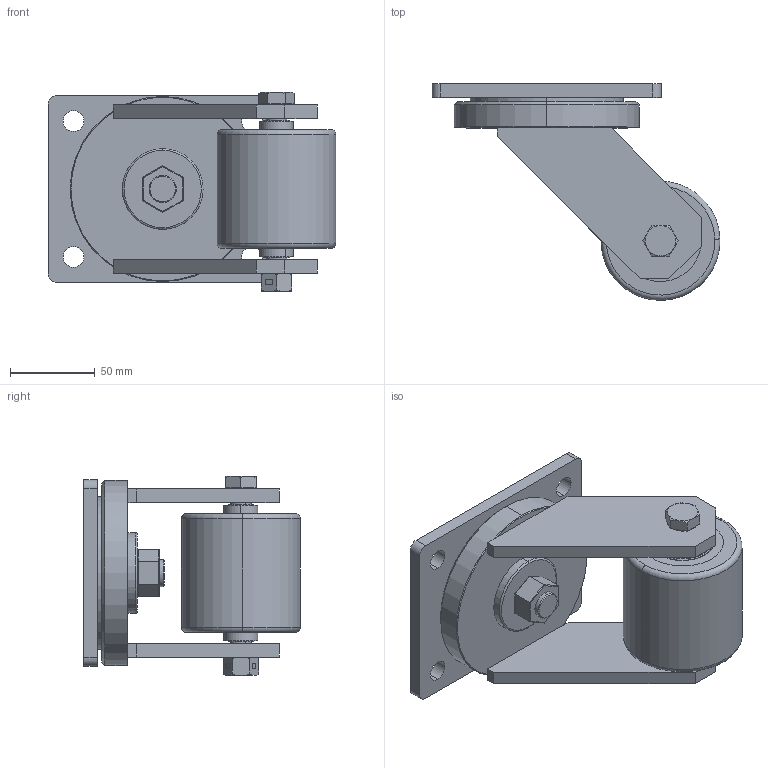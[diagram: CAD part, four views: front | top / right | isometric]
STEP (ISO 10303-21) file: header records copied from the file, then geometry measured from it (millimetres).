
FILE_DESCRIPTION (( 'STEP AP214' ), '1' );
FILE_NAME ('0012675.step', '2021-04-09T08:39:21', ( '' ), ( '' ), 'SwSTEP 2.0', 'SolidWorks 2020', '' );
FILE_SCHEMA (( 'AUTOMOTIVE_DESIGN' ));
Length unit declared in the file: millimetre
Products named in the file (1): 0012675
Bounding box: 169.48 x 127.48 x 117.5 mm (x, y, z)
Volume: 625417.6 mm3; surface area: 152067.5 mm2
Topology: 18 solids, 18 shells, 299 faces, 644 edges, 388 vertices
Faces by surface type: cylinder 108, plane 105, torus 52, cone 34
Entity records: 11798 total; most frequent: CARTESIAN_POINT 1576, DIRECTION 1528, ORIENTED_EDGE 1288, EDGE_CURVE 644, AXIS2_PLACEMENT_3D 632, VERTEX_POINT 388, EDGE_LOOP 350, CIRCLE 332
